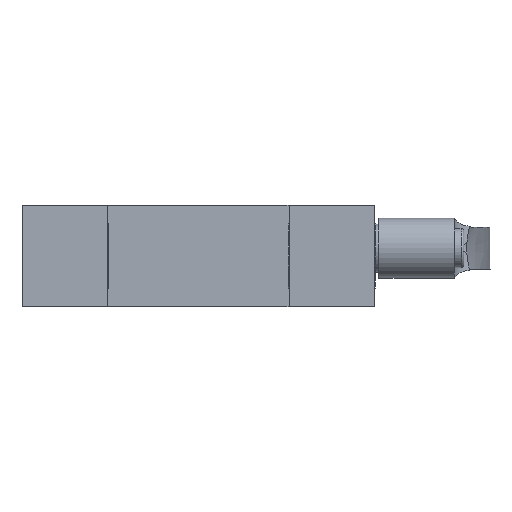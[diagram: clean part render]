
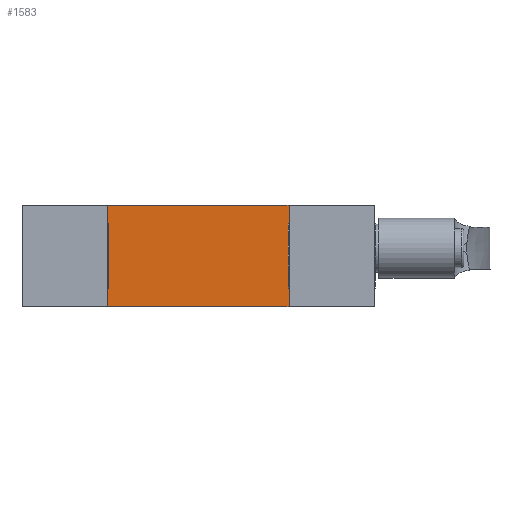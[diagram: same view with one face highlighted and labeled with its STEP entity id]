
A CAD part, front view. The second image highlights one B-rep face of the part: STEP entity #1583.
In plain terms, the highlighted planar face has unit normal (0, -1, 0).
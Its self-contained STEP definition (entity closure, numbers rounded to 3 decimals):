
#585=CARTESIAN_POINT('',(-19.5,19.5,-34.75));
#586=VERTEX_POINT('',#585);
#593=CARTESIAN_POINT('',(-19.5,19.5,34.75));
#594=VERTEX_POINT('',#593);
#595=CARTESIAN_POINT('',(-19.5,19.5,34.75));
#596=DIRECTION('',(0.,0.,-1.));
#597=VECTOR('',#596,69.5);
#598=LINE('',#595,#597);
#599=EDGE_CURVE('',#594,#586,#598,.T.);
#1438=CARTESIAN_POINT('',(12.49,19.5,34.5));
#1439=VERTEX_POINT('',#1438);
#1447=CARTESIAN_POINT('',(12.49,19.5,34.75));
#1448=VERTEX_POINT('',#1447);
#1449=CARTESIAN_POINT('',(12.49,19.5,34.5));
#1450=DIRECTION('',(0.,0.,1.));
#1451=VECTOR('',#1450,0.25);
#1452=LINE('',#1449,#1451);
#1453=EDGE_CURVE('',#1439,#1448,#1452,.T.);
#1480=CARTESIAN_POINT('',(12.49,19.5,-34.75));
#1481=VERTEX_POINT('',#1480);
#1489=CARTESIAN_POINT('',(12.49,19.5,-34.5));
#1490=VERTEX_POINT('',#1489);
#1491=CARTESIAN_POINT('',(12.49,19.5,-34.75));
#1492=DIRECTION('',(0.,0.,1.));
#1493=VECTOR('',#1492,0.25);
#1494=LINE('',#1491,#1493);
#1495=EDGE_CURVE('',#1481,#1490,#1494,.T.);
#1507=CARTESIAN_POINT('',(19.5,19.5,34.75));
#1508=DIRECTION('',(0.,1.,0.));
#1509=DIRECTION('',(0.,0.,1.));
#1510=AXIS2_PLACEMENT_3D('',#1507,#1508,#1509);
#1511=PLANE('',#1510);
#1512=CARTESIAN_POINT('',(19.5,19.5,-34.75));
#1513=VERTEX_POINT('',#1512);
#1514=CARTESIAN_POINT('',(19.5,19.5,-34.75));
#1515=DIRECTION('',(-1.,0.,0.));
#1516=VECTOR('',#1515,7.01);
#1517=LINE('',#1514,#1516);
#1518=EDGE_CURVE('',#1513,#1481,#1517,.T.);
#1519=ORIENTED_EDGE('',*,*,#1518,.F.);
#1520=CARTESIAN_POINT('',(19.5,19.5,34.75));
#1521=VERTEX_POINT('',#1520);
#1522=CARTESIAN_POINT('',(19.5,19.5,34.75));
#1523=DIRECTION('',(0.,0.,-1.));
#1524=VECTOR('',#1523,69.5);
#1525=LINE('',#1522,#1524);
#1526=EDGE_CURVE('',#1521,#1513,#1525,.T.);
#1527=ORIENTED_EDGE('',*,*,#1526,.F.);
#1528=CARTESIAN_POINT('',(19.5,19.5,34.75));
#1529=DIRECTION('',(-1.,0.,0.));
#1530=VECTOR('',#1529,7.01);
#1531=LINE('',#1528,#1530);
#1532=EDGE_CURVE('',#1521,#1448,#1531,.T.);
#1533=ORIENTED_EDGE('',*,*,#1532,.T.);
#1534=ORIENTED_EDGE('',*,*,#1453,.F.);
#1535=CARTESIAN_POINT('',(-12.49,19.5,34.5));
#1536=VERTEX_POINT('',#1535);
#1537=CARTESIAN_POINT('',(12.49,19.5,34.5));
#1538=DIRECTION('',(-1.,0.,0.));
#1539=VECTOR('',#1538,24.98);
#1540=LINE('',#1537,#1539);
#1541=EDGE_CURVE('',#1439,#1536,#1540,.T.);
#1542=ORIENTED_EDGE('',*,*,#1541,.T.);
#1543=CARTESIAN_POINT('',(-12.49,19.5,34.75));
#1544=VERTEX_POINT('',#1543);
#1545=CARTESIAN_POINT('',(-12.49,19.5,34.75));
#1546=DIRECTION('',(0.,0.,-1.));
#1547=VECTOR('',#1546,0.25);
#1548=LINE('',#1545,#1547);
#1549=EDGE_CURVE('',#1544,#1536,#1548,.T.);
#1550=ORIENTED_EDGE('',*,*,#1549,.F.);
#1551=CARTESIAN_POINT('',(-12.49,19.5,34.75));
#1552=DIRECTION('',(-1.,0.,0.));
#1553=VECTOR('',#1552,7.01);
#1554=LINE('',#1551,#1553);
#1555=EDGE_CURVE('',#1544,#594,#1554,.T.);
#1556=ORIENTED_EDGE('',*,*,#1555,.T.);
#1557=ORIENTED_EDGE('',*,*,#599,.T.);
#1558=CARTESIAN_POINT('',(-12.49,19.5,-34.75));
#1559=VERTEX_POINT('',#1558);
#1560=CARTESIAN_POINT('',(-12.49,19.5,-34.75));
#1561=DIRECTION('',(-1.,0.,0.));
#1562=VECTOR('',#1561,7.01);
#1563=LINE('',#1560,#1562);
#1564=EDGE_CURVE('',#1559,#586,#1563,.T.);
#1565=ORIENTED_EDGE('',*,*,#1564,.F.);
#1566=CARTESIAN_POINT('',(-12.49,19.5,-34.5));
#1567=VERTEX_POINT('',#1566);
#1568=CARTESIAN_POINT('',(-12.49,19.5,-34.5));
#1569=DIRECTION('',(0.,0.,-1.));
#1570=VECTOR('',#1569,0.25);
#1571=LINE('',#1568,#1570);
#1572=EDGE_CURVE('',#1567,#1559,#1571,.T.);
#1573=ORIENTED_EDGE('',*,*,#1572,.F.);
#1574=CARTESIAN_POINT('',(12.49,19.5,-34.5));
#1575=DIRECTION('',(-1.,0.,0.));
#1576=VECTOR('',#1575,24.98);
#1577=LINE('',#1574,#1576);
#1578=EDGE_CURVE('',#1490,#1567,#1577,.T.);
#1579=ORIENTED_EDGE('',*,*,#1578,.F.);
#1580=ORIENTED_EDGE('',*,*,#1495,.F.);
#1581=EDGE_LOOP('',(#1519,#1527,#1533,#1534,#1542,#1550,#1556,#1557,#1565,#1573,#1579,#1580));
#1582=FACE_BOUND('',#1581,.T.);
#1583=ADVANCED_FACE('',(#1582),#1511,.F.);
